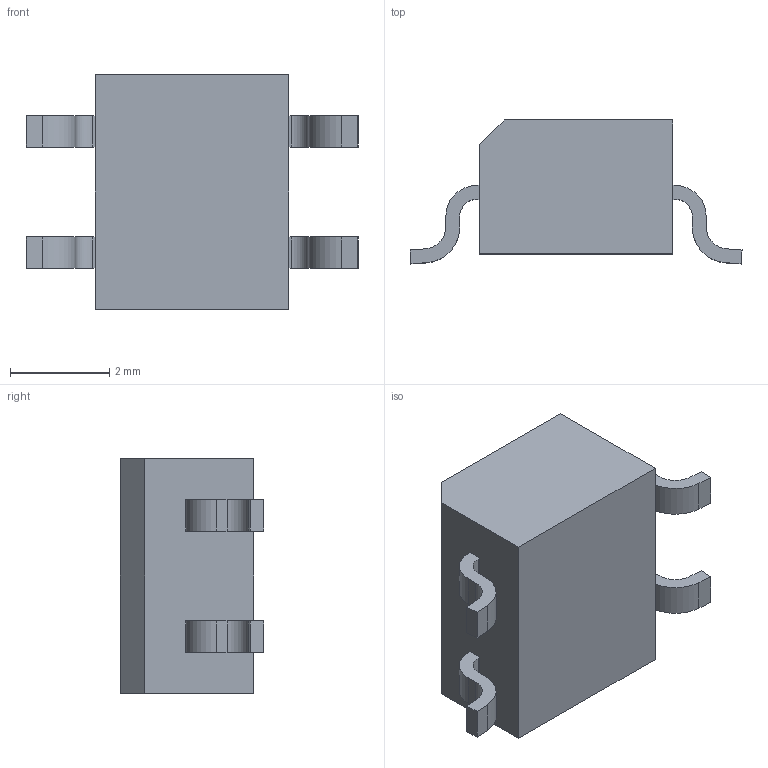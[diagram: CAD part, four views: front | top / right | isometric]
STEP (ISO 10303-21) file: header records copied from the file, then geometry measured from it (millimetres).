
FILE_DESCRIPTION (( 'STEP AP214' ), '1' );
FILE_NAME ('MB10S.STEP', '2023-12-11T12:59:53', ( 'LENOVO' ), ( '' ), 'SwSTEP 2.0', 'SolidWorks 2021', '' );
FILE_SCHEMA (( 'AUTOMOTIVE_DESIGN' ));
Length unit declared in the file: millimetre
Products named in the file (2): MB10S_MB8S; MB10S
Assembly tree (1 placements, depth 2):
  MB10S
    MB10S_MB8S
Bounding box: 6.7 x 2.9 x 4.72 mm (x, y, z)
Volume: 50.7 mm3; surface area: 99.4 mm2
Topology: 5 solids, 5 shells, 63 faces, 159 edges, 106 vertices
Faces by surface type: plane 47, cylinder 16
Entity records: 1987 total; most frequent: CARTESIAN_POINT 332, DIRECTION 325, ORIENTED_EDGE 318, EDGE_CURVE 159, LINE 127, VECTOR 127, VERTEX_POINT 106, AXIS2_PLACEMENT_3D 99
